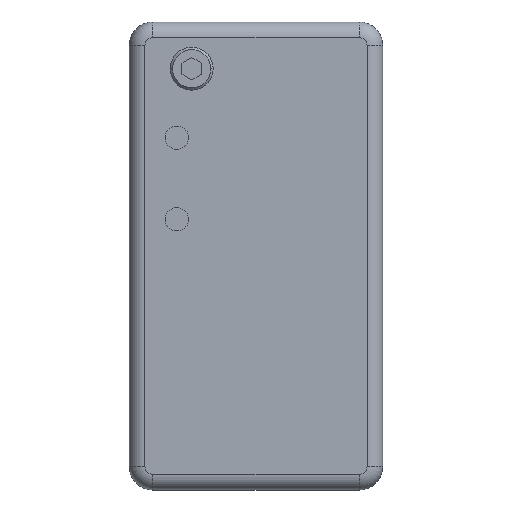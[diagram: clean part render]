
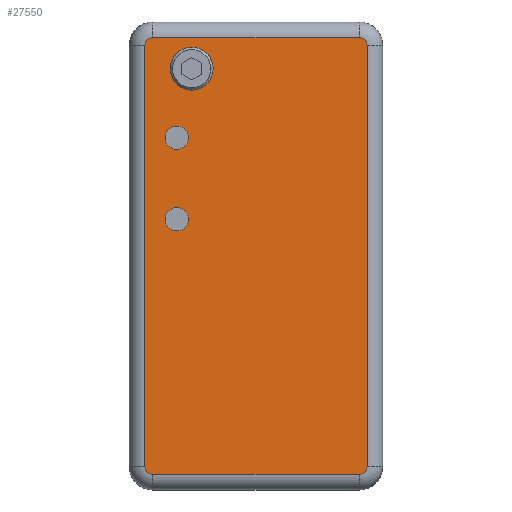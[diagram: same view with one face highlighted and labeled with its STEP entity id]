
A CAD part, top view. The second image highlights one B-rep face of the part: STEP entity #27550.
In plain terms, the highlighted planar face has unit normal (0, 0, 1).
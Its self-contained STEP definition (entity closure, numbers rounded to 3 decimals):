
#26350=CARTESIAN_POINT('',(-11.356,33.531,12.5));
#26360=DIRECTION('',(0.,0.,1.));
#26370=DIRECTION('',(1.,0.,0.));
#26380=AXIS2_PLACEMENT_3D('',#26350,#26360,#26370);
#26390=PLANE('',#26380);
#26400=CARTESIAN_POINT('',(-14.262,33.531,12.5));
#26410=DIRECTION('',(0.,-1.,0.));
#26420=VECTOR('',#26410,1.);
#26430=LINE('',#26400,#26420);
#26440=CARTESIAN_POINT('',(-14.262,31.5,12.5));
#26450=VERTEX_POINT('',#26440);
#26460=CARTESIAN_POINT('',(-14.262,-22.5,12.5));
#26470=VERTEX_POINT('',#26460);
#26480=EDGE_CURVE('',#26450,#26470,#26430,.T.);
#26490=ORIENTED_EDGE('',*,*,#26480,.T.);
#26500=CARTESIAN_POINT('',(-13.262,31.5,12.5));
#26510=DIRECTION('',(0.,0.,-1.));
#26520=DIRECTION('',(-1.,0.,0.));
#26530=AXIS2_PLACEMENT_3D('',#26500,#26510,#26520);
#26540=CIRCLE('',#26530,1.);
#26550=CARTESIAN_POINT('',(-13.262,32.5,12.5));
#26560=VERTEX_POINT('',#26550);
#26570=EDGE_CURVE('',#26450,#26560,#26540,.T.);
#26580=ORIENTED_EDGE('',*,*,#26570,.F.);
#26590=CARTESIAN_POINT('',(-11.356,32.5,12.5));
#26600=DIRECTION('',(1.,0.,0.));
#26610=VECTOR('',#26600,1.);
#26620=LINE('',#26590,#26610);
#26630=CARTESIAN_POINT('',(13.239,32.5,12.5));
#26640=VERTEX_POINT('',#26630);
#26650=EDGE_CURVE('',#26560,#26640,#26620,.T.);
#26660=ORIENTED_EDGE('',*,*,#26650,.F.);
#26670=CARTESIAN_POINT('',(13.239,31.5,12.5));
#26680=DIRECTION('',(0.,0.,-1.));
#26690=DIRECTION('',(-1.,0.,0.));
#26700=AXIS2_PLACEMENT_3D('',#26670,#26680,#26690);
#26710=CIRCLE('',#26700,1.);
#26720=CARTESIAN_POINT('',(14.239,31.5,12.5));
#26730=VERTEX_POINT('',#26720);
#26740=EDGE_CURVE('',#26640,#26730,#26710,.T.);
#26750=ORIENTED_EDGE('',*,*,#26740,.F.);
#26760=CARTESIAN_POINT('',(14.239,33.531,12.5));
#26770=DIRECTION('',(0.,-1.,0.));
#26780=VECTOR('',#26770,1.);
#26790=LINE('',#26760,#26780);
#26800=CARTESIAN_POINT('',(14.239,-22.5,12.5));
#26810=VERTEX_POINT('',#26800);
#26820=EDGE_CURVE('',#26730,#26810,#26790,.T.);
#26830=ORIENTED_EDGE('',*,*,#26820,.F.);
#26840=CARTESIAN_POINT('',(13.239,-22.5,12.5));
#26850=DIRECTION('',(0.,0.,1.));
#26860=DIRECTION('',(1.,0.,0.));
#26870=AXIS2_PLACEMENT_3D('',#26840,#26850,#26860);
#26880=CIRCLE('',#26870,1.);
#26890=CARTESIAN_POINT('',(13.239,-23.5,12.5));
#26900=VERTEX_POINT('',#26890);
#26910=EDGE_CURVE('',#26900,#26810,#26880,.T.);
#26920=ORIENTED_EDGE('',*,*,#26910,.T.);
#26930=CARTESIAN_POINT('',(-11.356,-23.5,12.5));
#26940=DIRECTION('',(-1.,0.,0.));
#26950=VECTOR('',#26940,1.);
#26960=LINE('',#26930,#26950);
#26970=CARTESIAN_POINT('',(-13.262,-23.5,12.5));
#26980=VERTEX_POINT('',#26970);
#26990=EDGE_CURVE('',#26900,#26980,#26960,.T.);
#27000=ORIENTED_EDGE('',*,*,#26990,.F.);
#27010=CARTESIAN_POINT('',(-13.262,-22.5,12.5));
#27020=DIRECTION('',(0.,0.,-1.));
#27030=DIRECTION('',(-1.,0.,0.));
#27040=AXIS2_PLACEMENT_3D('',#27010,#27020,#27030);
#27050=CIRCLE('',#27040,1.);
#27060=EDGE_CURVE('',#26980,#26470,#27050,.T.);
#27070=ORIENTED_EDGE('',*,*,#27060,.F.);
#27080=EDGE_LOOP('',(#27070,#27000,#26920,#26830,#26750,#26660,#26580,
#26490));
#27090=FACE_OUTER_BOUND('',#27080,.T.);
#27100=CARTESIAN_POINT('',(-10.15,19.65,12.5));
#27110=DIRECTION('',(0.,0.,1.));
#27120=DIRECTION('',(1.,0.,0.));
#27130=AXIS2_PLACEMENT_3D('',#27100,#27110,#27120);
#27140=CIRCLE('',#27130,1.5);
#27150=CARTESIAN_POINT('',(-8.65,19.65,12.5));
#27160=VERTEX_POINT('',#27150);
#27170=CARTESIAN_POINT('',(-11.65,19.65,12.5));
#27180=VERTEX_POINT('',#27170);
#27190=EDGE_CURVE('',#27160,#27180,#27140,.T.);
#27200=ORIENTED_EDGE('',*,*,#27190,.F.);
#27210=EDGE_CURVE('',#27180,#27160,#27140,.T.);
#27220=ORIENTED_EDGE('',*,*,#27210,.F.);
#27230=EDGE_LOOP('',(#27220,#27200));
#27240=FACE_BOUND('',#27230,.T.);
#27250=CARTESIAN_POINT('',(-10.15,9.2,12.5));
#27260=DIRECTION('',(0.,0.,1.));
#27270=DIRECTION('',(1.,0.,0.));
#27280=AXIS2_PLACEMENT_3D('',#27250,#27260,#27270);
#27290=CIRCLE('',#27280,1.5);
#27300=CARTESIAN_POINT('',(-8.65,9.2,12.5));
#27310=VERTEX_POINT('',#27300);
#27320=CARTESIAN_POINT('',(-11.65,9.2,12.5));
#27330=VERTEX_POINT('',#27320);
#27340=EDGE_CURVE('',#27310,#27330,#27290,.T.);
#27350=ORIENTED_EDGE('',*,*,#27340,.F.);
#27360=EDGE_CURVE('',#27330,#27310,#27290,.T.);
#27370=ORIENTED_EDGE('',*,*,#27360,.F.);
#27380=EDGE_LOOP('',(#27370,#27350));
#27390=FACE_BOUND('',#27380,.T.);
#27400=CARTESIAN_POINT('',(-8.262,28.5,12.5));
#27410=DIRECTION('',(0.,0.,1.));
#27420=DIRECTION('',(1.,0.,0.));
#27430=AXIS2_PLACEMENT_3D('',#27400,#27410,#27420);
#27440=CIRCLE('',#27430,1.6);
#27450=CARTESIAN_POINT('',(-6.662,28.5,12.5));
#27460=VERTEX_POINT('',#27450);
#27470=CARTESIAN_POINT('',(-9.862,28.5,12.5));
#27480=VERTEX_POINT('',#27470);
#27490=EDGE_CURVE('',#27460,#27480,#27440,.T.);
#27500=ORIENTED_EDGE('',*,*,#27490,.F.);
#27510=EDGE_CURVE('',#27480,#27460,#27440,.T.);
#27520=ORIENTED_EDGE('',*,*,#27510,.F.);
#27530=EDGE_LOOP('',(#27520,#27500));
#27540=FACE_BOUND('',#27530,.T.);
#27550=ADVANCED_FACE('',(#27090,#27240,#27390,#27540),#26390,.T.);
